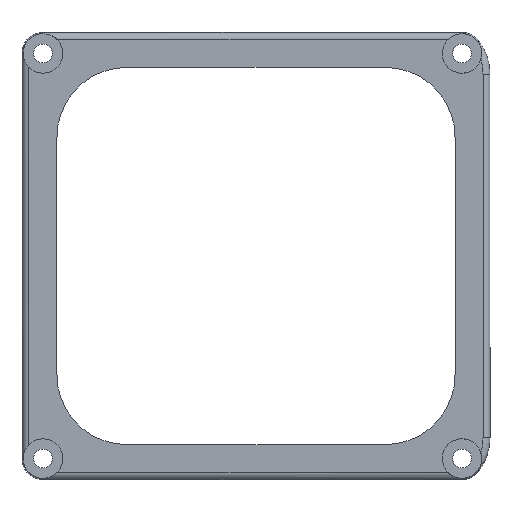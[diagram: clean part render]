
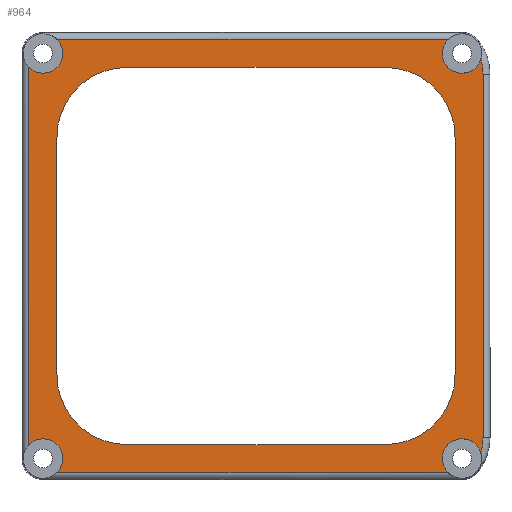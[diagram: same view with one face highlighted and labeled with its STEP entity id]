
A CAD part, front view. The second image highlights one B-rep face of the part: STEP entity #964.
In plain terms, the highlighted planar face has unit normal (0, -1, 0).
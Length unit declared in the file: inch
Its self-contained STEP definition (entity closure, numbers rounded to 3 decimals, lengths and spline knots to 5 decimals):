
#14=LINE($,#1567,#76);
#39=LINE($,#1664,#101);
#43=LINE($,#1676,#105);
#47=LINE($,#1688,#109);
#49=LINE($,#1696,#111);
#58=LINE($,#1727,#120);
#60=LINE($,#1730,#122);
#62=LINE($,#1733,#124);
#76=VECTOR($,#1199,2.69973);
#101=VECTOR($,#1292,1.7);
#105=VECTOR($,#1304,1.85);
#109=VECTOR($,#1316,1.7);
#111=VECTOR($,#1326,1.85);
#120=VECTOR($,#1359,2.79973);
#122=VECTOR($,#1363,2.79973);
#124=VECTOR($,#1367,2.6);
#159=PLANE($,#1091);
#184=FACE_BOUND($,#294,.T.);
#224=FACE_OUTER_BOUND($,#293,.T.);
#293=EDGE_LOOP($,(#827,#828,#829,#830,#831,#832,#833,#834,#835,#836));
#294=EDGE_LOOP($,(#837,#838,#839,#840,#841,#842,#843,#844));
#313=CIRCLE($,#983,0.14152);
#317=CIRCLE($,#989,0.14152);
#321=CIRCLE($,#995,0.14152);
#325=CIRCLE($,#1001,0.14152);
#332=CIRCLE($,#1010,0.35);
#365=CIRCLE($,#1059,0.5);
#367=CIRCLE($,#1063,0.5);
#369=CIRCLE($,#1067,0.5);
#371=CIRCLE($,#1071,0.5);
#378=CIRCLE($,#1081,0.35);
#389=VERTEX_POINT($,#1420);
#391=VERTEX_POINT($,#1432);
#395=VERTEX_POINT($,#1450);
#397=VERTEX_POINT($,#1460);
#401=VERTEX_POINT($,#1478);
#403=VERTEX_POINT($,#1488);
#407=VERTEX_POINT($,#1508);
#409=VERTEX_POINT($,#1518);
#415=VERTEX_POINT($,#1540);
#457=VERTEX_POINT($,#1654);
#458=VERTEX_POINT($,#1656);
#460=VERTEX_POINT($,#1662);
#462=VERTEX_POINT($,#1668);
#464=VERTEX_POINT($,#1674);
#466=VERTEX_POINT($,#1680);
#468=VERTEX_POINT($,#1686);
#470=VERTEX_POINT($,#1692);
#479=VERTEX_POINT($,#1721);
#482=EDGE_CURVE($,#391,#389,#313,.T.);
#488=EDGE_CURVE($,#397,#395,#317,.T.);
#494=EDGE_CURVE($,#403,#401,#321,.T.);
#500=EDGE_CURVE($,#409,#407,#325,.T.);
#508=EDGE_CURVE($,#415,#389,#332,.T.);
#521=EDGE_CURVE($,#409,#395,#14,.T.);
#564=EDGE_CURVE($,#457,#458,#365,.T.);
#568=EDGE_CURVE($,#457,#460,#39,.T.);
#571=EDGE_CURVE($,#462,#460,#367,.T.);
#574=EDGE_CURVE($,#462,#464,#43,.T.);
#577=EDGE_CURVE($,#466,#464,#369,.T.);
#580=EDGE_CURVE($,#466,#468,#47,.T.);
#583=EDGE_CURVE($,#470,#468,#371,.T.);
#584=EDGE_CURVE($,#470,#458,#49,.T.);
#599=EDGE_CURVE($,#403,#479,#378,.T.);
#602=EDGE_CURVE($,#397,#401,#58,.T.);
#604=EDGE_CURVE($,#391,#407,#60,.T.);
#606=EDGE_CURVE($,#479,#415,#62,.T.);
#827=ORIENTED_EDGE($,*,*,#482,.T.);
#828=ORIENTED_EDGE($,*,*,#508,.F.);
#829=ORIENTED_EDGE($,*,*,#606,.F.);
#830=ORIENTED_EDGE($,*,*,#599,.F.);
#831=ORIENTED_EDGE($,*,*,#494,.T.);
#832=ORIENTED_EDGE($,*,*,#602,.F.);
#833=ORIENTED_EDGE($,*,*,#488,.T.);
#834=ORIENTED_EDGE($,*,*,#521,.F.);
#835=ORIENTED_EDGE($,*,*,#500,.T.);
#836=ORIENTED_EDGE($,*,*,#604,.F.);
#837=ORIENTED_EDGE($,*,*,#580,.T.);
#838=ORIENTED_EDGE($,*,*,#583,.F.);
#839=ORIENTED_EDGE($,*,*,#584,.T.);
#840=ORIENTED_EDGE($,*,*,#564,.F.);
#841=ORIENTED_EDGE($,*,*,#568,.T.);
#842=ORIENTED_EDGE($,*,*,#571,.F.);
#843=ORIENTED_EDGE($,*,*,#574,.T.);
#844=ORIENTED_EDGE($,*,*,#577,.F.);
#964=ADVANCED_FACE($,(#224,#184),#159,.F.);
#983=AXIS2_PLACEMENT_3D($,#1433,#1110,#1111);
#989=AXIS2_PLACEMENT_3D($,#1461,#1122,#1123);
#995=AXIS2_PLACEMENT_3D($,#1489,#1134,#1135);
#1001=AXIS2_PLACEMENT_3D($,#1519,#1146,#1147);
#1010=AXIS2_PLACEMENT_3D($,#1542,#1164,#1165);
#1059=AXIS2_PLACEMENT_3D($,#1657,#1285,#1286);
#1063=AXIS2_PLACEMENT_3D($,#1670,#1298,#1299);
#1067=AXIS2_PLACEMENT_3D($,#1682,#1310,#1311);
#1071=AXIS2_PLACEMENT_3D($,#1694,#1322,#1323);
#1081=AXIS2_PLACEMENT_3D($,#1722,#1351,#1352);
#1091=AXIS2_PLACEMENT_3D($,#1746,#1384,#1385);
#1110=DIRECTION('center_axis',(0.,1.,0.));
#1111=DIRECTION('ref_axis',(-1.,0.,0.));
#1122=DIRECTION('center_axis',(0.,1.,0.));
#1123=DIRECTION('ref_axis',(-1.,0.,0.));
#1134=DIRECTION('center_axis',(0.,1.,0.));
#1135=DIRECTION('ref_axis',(-1.,0.,0.));
#1146=DIRECTION('center_axis',(0.,1.,0.));
#1147=DIRECTION('ref_axis',(-1.,0.,0.));
#1164=DIRECTION('center_axis',(0.,1.,0.));
#1165=DIRECTION('ref_axis',(0.949,0.,-0.316));
#1199=DIRECTION($,(0.,0.,1.));
#1285=DIRECTION('center_axis',(0.,-1.,0.));
#1286=DIRECTION('ref_axis',(0.707,0.,0.707));
#1292=DIRECTION($,(0.,0.,-1.));
#1298=DIRECTION('center_axis',(0.,-1.,0.));
#1299=DIRECTION('ref_axis',(0.707,0.,-0.707));
#1304=DIRECTION($,(-1.,0.,0.));
#1310=DIRECTION('center_axis',(0.,-1.,0.));
#1311=DIRECTION('ref_axis',(-0.707,0.,-0.707));
#1316=DIRECTION($,(0.,0.,1.));
#1322=DIRECTION('center_axis',(0.,-1.,0.));
#1323=DIRECTION('ref_axis',(-0.707,0.,0.707));
#1326=DIRECTION($,(1.,0.,0.));
#1351=DIRECTION('center_axis',(0.,1.,0.));
#1352=DIRECTION('ref_axis',(0.949,0.,0.316));
#1359=DIRECTION($,(1.,0.,0.));
#1363=DIRECTION($,(-1.,0.,0.));
#1367=DIRECTION($,(0.,0.,-1.));
#1384=DIRECTION('center_axis',(0.,1.,0.));
#1385=DIRECTION('ref_axis',(0.,0.,1.));
#1420=CARTESIAN_POINT('',(-0.06598,-1.2,-0.10455));
#1432=CARTESIAN_POINT('',(-0.30013,-1.2,-0.25));
#1433=CARTESIAN_POINT('Origin',(-0.2,-1.2,-0.15));
#1450=CARTESIAN_POINT('',(-3.3,-1.2,2.64987));
#1460=CARTESIAN_POINT('',(-3.09987,-1.2,2.85));
#1461=CARTESIAN_POINT('Origin',(-3.2,-1.2,2.75));
#1478=CARTESIAN_POINT('',(-0.30013,-1.2,2.85));
#1488=CARTESIAN_POINT('',(-0.06598,-1.2,2.70455));
#1489=CARTESIAN_POINT('Origin',(-0.2,-1.2,2.75));
#1508=CARTESIAN_POINT('',(-3.09987,-1.2,-0.25));
#1518=CARTESIAN_POINT('',(-3.3,-1.2,-0.04987));
#1519=CARTESIAN_POINT('Origin',(-3.2,-1.2,-0.15));
#1540=CARTESIAN_POINT('',(-0.05,-1.2,0.));
#1542=CARTESIAN_POINT('Origin',(-0.4,-1.2,0.));
#1567=CARTESIAN_POINT($,(-3.3,-1.2,2.1));
#1654=CARTESIAN_POINT('',(-0.25,-1.2,2.15));
#1656=CARTESIAN_POINT('',(-0.75,-1.2,2.65));
#1657=CARTESIAN_POINT('Origin',(-0.75,-1.2,2.15));
#1662=CARTESIAN_POINT('',(-0.25,-1.2,0.45));
#1664=CARTESIAN_POINT($,(-0.25,-1.2,0.625));
#1668=CARTESIAN_POINT('',(-0.75,-1.2,-0.05));
#1670=CARTESIAN_POINT('Origin',(-0.75,-1.2,0.45));
#1674=CARTESIAN_POINT('',(-2.6,-1.2,-0.05));
#1676=CARTESIAN_POINT($,(-2.3875,-1.2,-0.05));
#1680=CARTESIAN_POINT('',(-3.1,-1.2,0.45));
#1682=CARTESIAN_POINT('Origin',(-2.6,-1.2,0.45));
#1686=CARTESIAN_POINT('',(-3.1,-1.2,2.15));
#1688=CARTESIAN_POINT($,(-3.1,-1.2,1.975));
#1692=CARTESIAN_POINT('',(-2.6,-1.2,2.65));
#1694=CARTESIAN_POINT('Origin',(-2.6,-1.2,2.15));
#1696=CARTESIAN_POINT($,(-0.9625,-1.2,2.65));
#1721=CARTESIAN_POINT('',(-0.05,-1.2,2.6));
#1722=CARTESIAN_POINT('Origin',(-0.4,-1.2,2.6));
#1727=CARTESIAN_POINT($,(-0.8375,-1.2,2.85));
#1730=CARTESIAN_POINT($,(-2.5125,-1.2,-0.25));
#1733=CARTESIAN_POINT($,(-0.05,-1.2,0.5));
#1746=CARTESIAN_POINT('Origin',(-1.675,-1.2,1.3));
